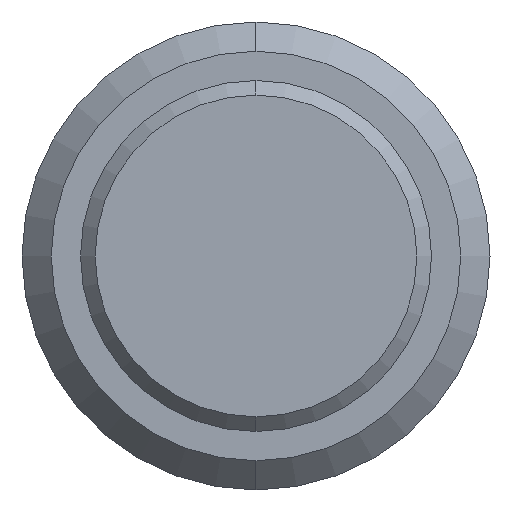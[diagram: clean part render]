
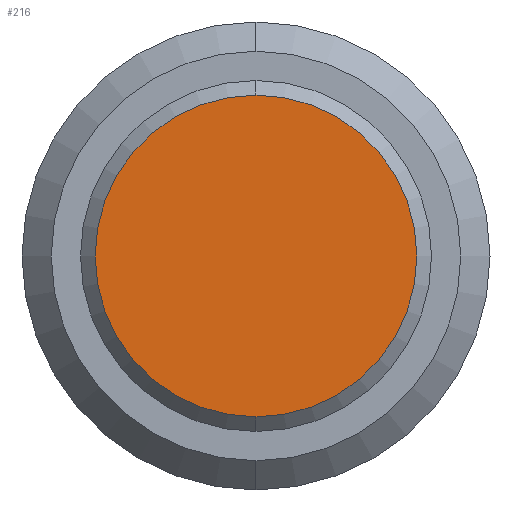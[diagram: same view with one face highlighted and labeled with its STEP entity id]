
A CAD part, left-side view. The second image highlights one B-rep face of the part: STEP entity #216.
In plain terms, the highlighted planar face has unit normal (-1, 0, 0).
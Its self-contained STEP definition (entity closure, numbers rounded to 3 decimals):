
#5 = CARTESIAN_POINT ( 'NONE',  ( -9.5, 0., 0. ) ) ;
#7 = EDGE_CURVE ( 'NONE', #56, #314, #59, .T. ) ;
#12 = DIRECTION ( 'NONE',  ( 1., 0., 0. ) ) ;
#17 = ORIENTED_EDGE ( 'NONE', *, *, #7, .T. ) ;
#53 = DIRECTION ( 'NONE',  ( 0., 0., -1. ) ) ;
#56 = VERTEX_POINT ( 'NONE', #204 ) ;
#59 = CIRCLE ( 'NONE', #264, 2.75 ) ;
#90 = DIRECTION ( 'NONE',  ( 0., 0., -1. ) ) ;
#118 = AXIS2_PLACEMENT_3D ( 'NONE', #252, #12, #90 ) ;
#127 = AXIS2_PLACEMENT_3D ( 'NONE', #192, #362, #53 ) ;
#130 = CARTESIAN_POINT ( 'NONE',  ( -9.5, 0., 2.75 ) ) ;
#146 = EDGE_CURVE ( 'NONE', #314, #56, #324, .T. ) ;
#147 = EDGE_LOOP ( 'NONE', ( #17, #167 ) ) ;
#167 = ORIENTED_EDGE ( 'NONE', *, *, #146, .T. ) ;
#182 = DIRECTION ( 'NONE',  ( -1., 0., 0. ) ) ;
#192 = CARTESIAN_POINT ( 'NONE',  ( -9.5, 0., 0. ) ) ;
#204 = CARTESIAN_POINT ( 'NONE',  ( -9.5, 0., -2.75 ) ) ;
#215 = DIRECTION ( 'NONE',  ( 0., 0., -1. ) ) ;
#216 = ADVANCED_FACE ( 'NONE', ( #320 ), #292, .F. ) ;
#252 = CARTESIAN_POINT ( 'NONE',  ( -9.5, 3., 0. ) ) ;
#264 = AXIS2_PLACEMENT_3D ( 'NONE', #5, #182, #215 ) ;
#292 = PLANE ( 'NONE',  #118 ) ;
#314 = VERTEX_POINT ( 'NONE', #130 ) ;
#320 = FACE_OUTER_BOUND ( 'NONE', #147, .T. ) ;
#324 = CIRCLE ( 'NONE', #127, 2.75 ) ;
#362 = DIRECTION ( 'NONE',  ( -1., 0., 0. ) ) ;
